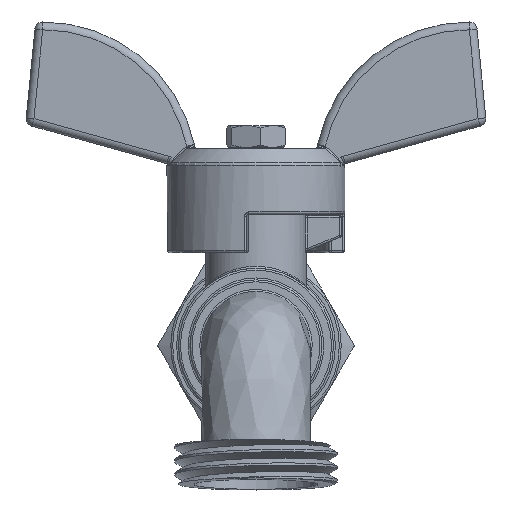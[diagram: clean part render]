
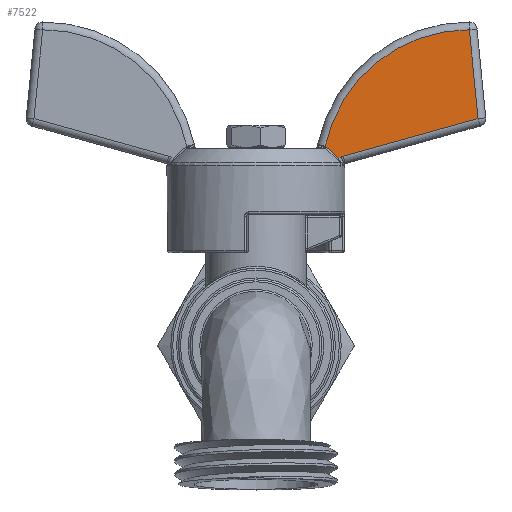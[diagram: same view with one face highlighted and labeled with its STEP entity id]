
A CAD part, front view. The second image highlights one B-rep face of the part: STEP entity #7522.
In plain terms, the highlighted planar face has unit normal (0, -1, 0).
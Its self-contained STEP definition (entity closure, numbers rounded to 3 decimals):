
#7053 = VERTEX_POINT('',#7054);
#7054 = CARTESIAN_POINT('',(10.977,-35.,24.359));
#7072 = VERTEX_POINT('',#7073);
#7073 = CARTESIAN_POINT('',(11.243,-35.,24.467));
#7080 = EDGE_CURVE('',#7053,#7072,#7081,.T.);
#7081 = B_SPLINE_CURVE_WITH_KNOTS('',3,(#7082,#7083,#7084,#7085),
  .UNSPECIFIED.,.F.,.F.,(4,4),(0.,0.001),
  .PIECEWISE_BEZIER_KNOTS.);
#7082 = CARTESIAN_POINT('',(10.977,-35.,24.359));
#7083 = CARTESIAN_POINT('',(11.061,-35.,24.405));
#7084 = CARTESIAN_POINT('',(11.151,-35.,24.441));
#7085 = CARTESIAN_POINT('',(11.243,-35.,24.467));
#7522 = ADVANCED_FACE('',(#7523),#7577,.F.);
#7523 = FACE_BOUND('',#7524,.T.);
#7524 = EDGE_LOOP('',(#7525,#7536,#7545,#7546,#7554,#7562,#7571));
#7525 = ORIENTED_EDGE('',*,*,#7526,.T.);
#7526 = EDGE_CURVE('',#7527,#7529,#7531,.T.);
#7527 = VERTEX_POINT('',#7528);
#7528 = CARTESIAN_POINT('',(9.024,-35.,25.763));
#7529 = VERTEX_POINT('',#7530);
#7530 = CARTESIAN_POINT('',(10.707,-35.,24.165));
#7531 = B_SPLINE_CURVE_WITH_KNOTS('',3,(#7532,#7533,#7534,#7535),
  .UNSPECIFIED.,.F.,.F.,(4,4),(0.,0.002),
  .PIECEWISE_BEZIER_KNOTS.);
#7532 = CARTESIAN_POINT('',(9.024,-35.,25.763));
#7533 = CARTESIAN_POINT('',(9.587,-35.,25.232));
#7534 = CARTESIAN_POINT('',(10.148,-35.,24.699));
#7535 = CARTESIAN_POINT('',(10.707,-35.,24.165));
#7536 = ORIENTED_EDGE('',*,*,#7537,.T.);
#7537 = EDGE_CURVE('',#7529,#7053,#7538,.T.);
#7538 = B_SPLINE_CURVE_WITH_KNOTS('',3,(#7539,#7540,#7541,#7542,#7543,
    #7544),.UNSPECIFIED.,.F.,.F.,(4,1,1,4),(0.,0.25,0.5,1.),
  .UNSPECIFIED.);
#7539 = CARTESIAN_POINT('',(10.705,-35.,24.166));
#7540 = CARTESIAN_POINT('',(10.719,-35.,24.177));
#7541 = CARTESIAN_POINT('',(10.783,-35.,24.227));
#7542 = CARTESIAN_POINT('',(10.86,-35.,24.286));
#7543 = CARTESIAN_POINT('',(10.93,-35.,24.334));
#7544 = CARTESIAN_POINT('',(10.977,-35.,24.359));
#7545 = ORIENTED_EDGE('',*,*,#7080,.T.);
#7546 = ORIENTED_EDGE('',*,*,#7547,.T.);
#7547 = EDGE_CURVE('',#7072,#7548,#7550,.T.);
#7548 = VERTEX_POINT('',#7549);
#7549 = CARTESIAN_POINT('',(28.655,-35.,29.312));
#7550 = LINE('',#7551,#7552);
#7551 = CARTESIAN_POINT('',(29.463,-35.,29.537));
#7552 = VECTOR('',#7553,1.);
#7553 = DIRECTION('',(0.963,0.,0.268)
  );
#7554 = ORIENTED_EDGE('',*,*,#7555,.T.);
#7555 = EDGE_CURVE('',#7548,#7556,#7558,.T.);
#7556 = VERTEX_POINT('',#7557);
#7557 = CARTESIAN_POINT('',(27.54,-35.,40.783));
#7558 = LINE('',#7559,#7560);
#7559 = CARTESIAN_POINT('',(27.454,-35.,41.665));
#7560 = VECTOR('',#7561,1.);
#7561 = DIRECTION('',(-0.097,0.,
    0.995));
#7562 = ORIENTED_EDGE('',*,*,#7563,.F.);
#7563 = EDGE_CURVE('',#7564,#7556,#7566,.T.);
#7564 = VERTEX_POINT('',#7565);
#7565 = CARTESIAN_POINT('',(8.937,-35.,25.763));
#7566 = CIRCLE('',#7567,19.);
#7567 = AXIS2_PLACEMENT_3D('',#7568,#7569,#7570);
#7568 = CARTESIAN_POINT('',(27.516,-35.,21.783));
#7569 = DIRECTION('',(0.,1.,0.));
#7570 = DIRECTION('',(0.,0.,1.));
#7571 = ORIENTED_EDGE('',*,*,#7572,.F.);
#7572 = EDGE_CURVE('',#7527,#7564,#7573,.T.);
#7573 = LINE('',#7574,#7575);
#7574 = CARTESIAN_POINT('',(9.014,-35.,25.763));
#7575 = VECTOR('',#7576,1.);
#7576 = DIRECTION('',(-1.,0.,0.));
#7577 = PLANE('',#7578);
#7578 = AXIS2_PLACEMENT_3D('',#7579,#7580,#7581);
#7579 = CARTESIAN_POINT('',(27.516,-35.,21.783));
#7580 = DIRECTION('',(0.,1.,0.));
#7581 = DIRECTION('',(0.,0.,1.));
